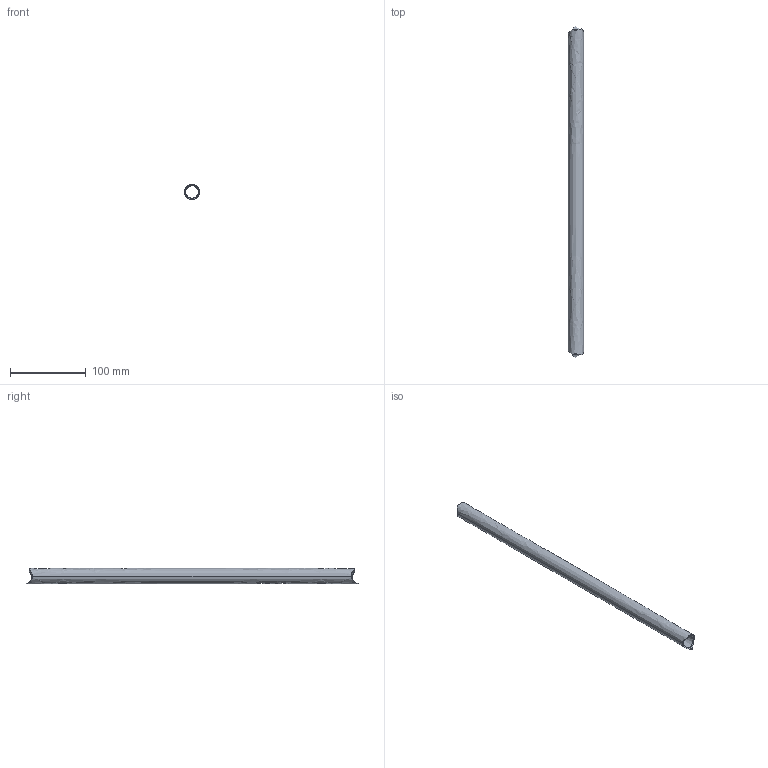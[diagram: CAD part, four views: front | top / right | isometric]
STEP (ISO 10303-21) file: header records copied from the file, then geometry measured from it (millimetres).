
FILE_DESCRIPTION(('CATIA V5 STEP Exchange'),'2;1');
FILE_NAME('115.stp','2018-12-01T17:30:56+00:00',('none'),('none'),'CATIA Version 5 Release 19 SP 2 (IN-10)','CATIA V5 STEP AP203','none');
FILE_SCHEMA(('CONFIG_CONTROL_DESIGN'));
Length unit declared in the file: millimetre
Products named in the file (1): Shape_747
Bounding box: 20 x 438.23 x 20 mm (x, y, z)
Volume: 37122 mm3; surface area: 49745.8 mm2
Topology: 1 solids, 1 shells, 13 faces, 37 edges, 24 vertices
Faces by surface type: bspline 13
Entity records: 1017 total; most frequent: CARTESIAN_POINT 764, ORIENTED_EDGE 74, EDGE_CURVE 37, B_SPLINE_CURVE_WITH_KNOTS 30, VERTEX_POINT 24, ADVANCED_FACE 13, EDGE_LOOP 13, FACE_OUTER_BOUND 13
